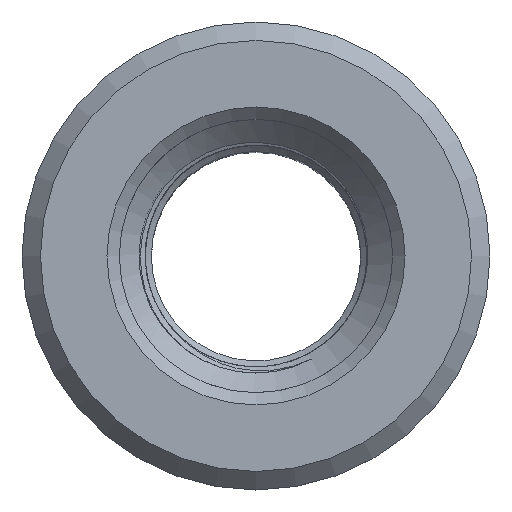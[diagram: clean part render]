
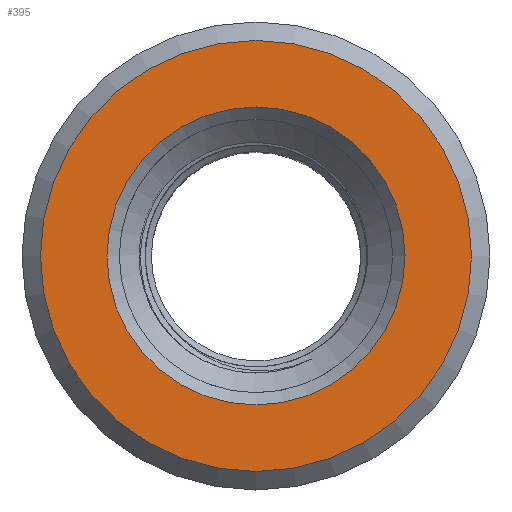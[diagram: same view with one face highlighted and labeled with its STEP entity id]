
A CAD part, top view. The second image highlights one B-rep face of the part: STEP entity #395.
In plain terms, the highlighted planar face has unit normal (0, 0, 1).
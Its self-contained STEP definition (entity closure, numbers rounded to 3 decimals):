
#33=PLANE('',#437);
#86=ORIENTED_EDGE('',*,*,#198,.T.);
#87=ORIENTED_EDGE('',*,*,#199,.F.);
#198=EDGE_CURVE('',#252,#252,#288,.F.);
#199=EDGE_CURVE('',#253,#253,#289,.T.);
#252=VERTEX_POINT('',#1376);
#253=VERTEX_POINT('',#1378);
#288=CIRCLE('',#438,12.1);
#289=CIRCLE('',#439,17.5);
#311=EDGE_LOOP('',(#86));
#312=EDGE_LOOP('',(#87));
#347=FACE_BOUND('',#311,.T.);
#348=FACE_BOUND('',#312,.T.);
#395=ADVANCED_FACE('',(#347,#348),#33,.T.);
#437=AXIS2_PLACEMENT_3D('',#1374,#489,#490);
#438=AXIS2_PLACEMENT_3D('',#1375,#491,#492);
#439=AXIS2_PLACEMENT_3D('',#1377,#493,#494);
#489=DIRECTION('',(0.,0.,1.));
#490=DIRECTION('',(-1.,0.,0.));
#491=DIRECTION('',(0.,0.,1.));
#492=DIRECTION('',(1.,0.,0.));
#493=DIRECTION('',(0.,0.,-1.));
#494=DIRECTION('',(1.,0.,0.));
#1374=CARTESIAN_POINT('',(405.501,207.501,-209.));
#1375=CARTESIAN_POINT('',(388.,190.,-209.));
#1376=CARTESIAN_POINT('',(400.1,190.,-209.));
#1377=CARTESIAN_POINT('',(388.,190.,-209.));
#1378=CARTESIAN_POINT('',(405.5,190.,-209.));
